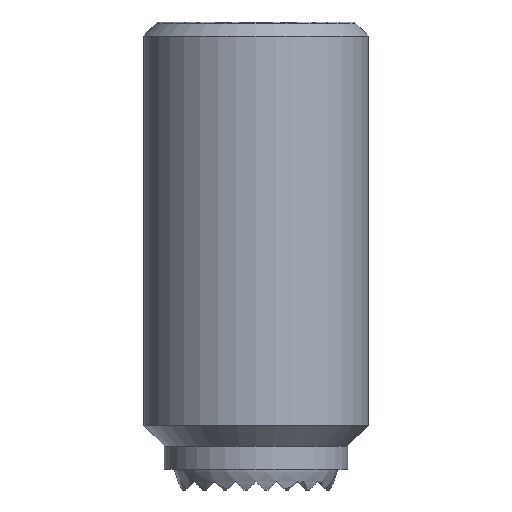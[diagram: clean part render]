
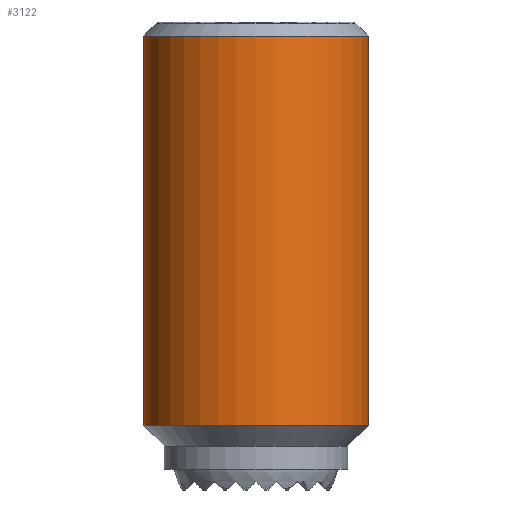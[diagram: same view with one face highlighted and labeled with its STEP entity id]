
A CAD part, front view. The second image highlights one B-rep face of the part: STEP entity #3122.
In plain terms, the highlighted cylindrical face has radius 12 mm (diameter 24 mm), a partial arc.
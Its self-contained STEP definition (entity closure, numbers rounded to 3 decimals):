
#1356=VERTEX_POINT('',#3704);
#1364=EDGE_CURVE('',#2494,#2902,#3712,.T.);
#1676=EDGE_CURVE('',#1356,#2512,#4053,.T.);
#2214=EDGE_CURVE('',#1356,#2494,#4666,.T.);
#2494=VERTEX_POINT('',#4981);
#2512=VERTEX_POINT('',#5000);
#2902=VERTEX_POINT('',#5442);
#3122=ADVANCED_FACE('',(#5687),#5688,.T.);
#3294=EDGE_CURVE('',#2902,#2512,#5876,.T.);
#3704=CARTESIAN_POINT('',(-12.0,0.,-43.1));
#3712=CIRCLE('',#6400,12.0);
#4053=CIRCLE('',#6889,12.0);
#4666=LINE('',#7776,#7777);
#4981=CARTESIAN_POINT('',(-12.0,0.,-1.5));
#5000=CARTESIAN_POINT('',(12.0,0.,-43.1));
#5442=CARTESIAN_POINT('',(12.0,0.,-1.5));
#5687=FACE_OUTER_BOUND('',#9195,.T.);
#5688=CYLINDRICAL_SURFACE('',#9196,12.0);
#5876=LINE('',#9471,#9472);
#6400=AXIS2_PLACEMENT_3D('',#9997,#9998,#9999);
#6889=AXIS2_PLACEMENT_3D('',#10334,#10335,#10336);
#7776=CARTESIAN_POINT('',(-12.0,0.,-22.3));
#7777=VECTOR('',#11091,1.0);
#9195=EDGE_LOOP('',(#12351,#12352,#12353,#12354));
#9196=AXIS2_PLACEMENT_3D('',#12355,#12356,#12357);
#9471=CARTESIAN_POINT('',(12.0,0.,-22.3));
#9472=VECTOR('',#12554,1.0);
#9997=CARTESIAN_POINT('',(0.,0.,-1.5));
#9998=DIRECTION('',(0.0,0.0,1.0));
#9999=DIRECTION('',(-1.0,0.,0.0));
#10334=CARTESIAN_POINT('',(0.,0.,-43.1));
#10335=DIRECTION('',(0.0,0.0,1.0));
#10336=DIRECTION('',(-1.0,0.,0.0));
#11091=DIRECTION('',(0.0,0.0,1.0));
#12351=ORIENTED_EDGE('',*,*,#2214,.F.);
#12352=ORIENTED_EDGE('',*,*,#1676,.T.);
#12353=ORIENTED_EDGE('',*,*,#3294,.F.);
#12354=ORIENTED_EDGE('',*,*,#1364,.F.);
#12355=CARTESIAN_POINT('',(0.,0.,-22.3));
#12356=DIRECTION('',(-0.0,-0.0,-1.0));
#12357=DIRECTION('',(-1.0,0.,0.0));
#12554=DIRECTION('',(-0.0,-0.0,-1.0));
